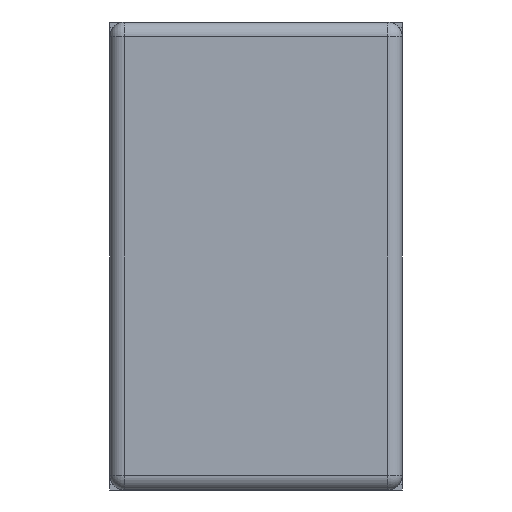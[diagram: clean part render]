
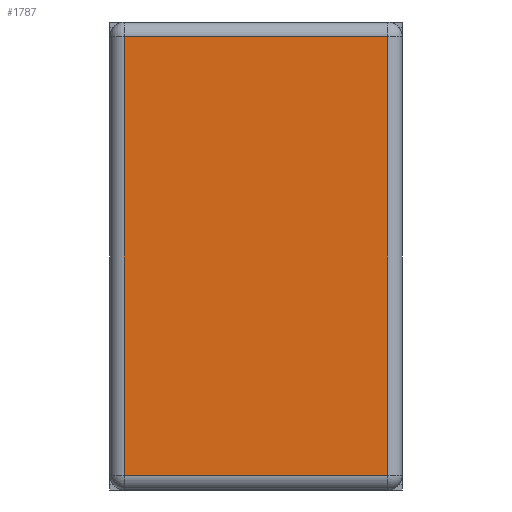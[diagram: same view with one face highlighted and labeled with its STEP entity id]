
A CAD part, left-side view. The second image highlights one B-rep face of the part: STEP entity #1787.
In plain terms, the highlighted planar face has unit normal (-1, 0, 0).
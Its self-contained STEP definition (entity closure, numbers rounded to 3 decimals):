
#19 = LINE ( 'NONE', #429, #1236 ) ;
#58 = VECTOR ( 'NONE', #1434, 1000. ) ;
#134 = VERTEX_POINT ( 'NONE', #257 ) ;
#214 = ORIENTED_EDGE ( 'NONE', *, *, #1673, .T. ) ;
#226 = EDGE_CURVE ( 'NONE', #976, #633, #617, .T. ) ;
#235 = CARTESIAN_POINT ( 'NONE',  ( -2.25, 0.05, 0.75 ) ) ;
#236 = CARTESIAN_POINT ( 'NONE',  ( -2.25, 1., -0.8 ) ) ;
#238 = EDGE_LOOP ( 'NONE', ( #784, #1425, #214, #1176 ) ) ;
#257 = CARTESIAN_POINT ( 'NONE',  ( -2.25, 0.95, -0.75 ) ) ;
#411 = DIRECTION ( 'NONE',  ( 1., 0., 0. ) ) ;
#429 = CARTESIAN_POINT ( 'NONE',  ( -2.25, 1., -0.75 ) ) ;
#434 = EDGE_CURVE ( 'NONE', #633, #134, #1105, .T. ) ;
#523 = CARTESIAN_POINT ( 'NONE',  ( -2.25, 0.05, -0.8 ) ) ;
#617 = LINE ( 'NONE', #1358, #58 ) ;
#633 = VERTEX_POINT ( 'NONE', #1462 ) ;
#701 = LINE ( 'NONE', #523, #1396 ) ;
#784 = ORIENTED_EDGE ( 'NONE', *, *, #434, .T. ) ;
#976 = VERTEX_POINT ( 'NONE', #235 ) ;
#1105 = LINE ( 'NONE', #1485, #2010 ) ;
#1176 = ORIENTED_EDGE ( 'NONE', *, *, #226, .T. ) ;
#1236 = VECTOR ( 'NONE', #2079, 1000. ) ;
#1341 = DIRECTION ( 'NONE',  ( 0., 0., -1. ) ) ;
#1358 = CARTESIAN_POINT ( 'NONE',  ( -2.25, 1., 0.75 ) ) ;
#1396 = VECTOR ( 'NONE', #1450, 1000. ) ;
#1425 = ORIENTED_EDGE ( 'NONE', *, *, #1497, .T. ) ;
#1434 = DIRECTION ( 'NONE',  ( 0., 1., 0. ) ) ;
#1450 = DIRECTION ( 'NONE',  ( 0., 0., 1. ) ) ;
#1462 = CARTESIAN_POINT ( 'NONE',  ( -2.25, 0.95, 0.75 ) ) ;
#1485 = CARTESIAN_POINT ( 'NONE',  ( -2.25, 0.95, -0.8 ) ) ;
#1497 = EDGE_CURVE ( 'NONE', #134, #1978, #19, .T. ) ;
#1673 = EDGE_CURVE ( 'NONE', #1978, #976, #701, .T. ) ;
#1686 = FACE_OUTER_BOUND ( 'NONE', #238, .T. ) ;
#1718 = AXIS2_PLACEMENT_3D ( 'NONE', #236, #411, #1732 ) ;
#1732 = DIRECTION ( 'NONE',  ( 0., 0., -1. ) ) ;
#1787 = ADVANCED_FACE ( 'NONE', ( #1686 ), #2066, .F. ) ;
#1978 = VERTEX_POINT ( 'NONE', #2255 ) ;
#2010 = VECTOR ( 'NONE', #1341, 1000. ) ;
#2066 = PLANE ( 'NONE',  #1718 ) ;
#2079 = DIRECTION ( 'NONE',  ( 0., -1., 0. ) ) ;
#2255 = CARTESIAN_POINT ( 'NONE',  ( -2.25, 0.05, -0.75 ) ) ;
